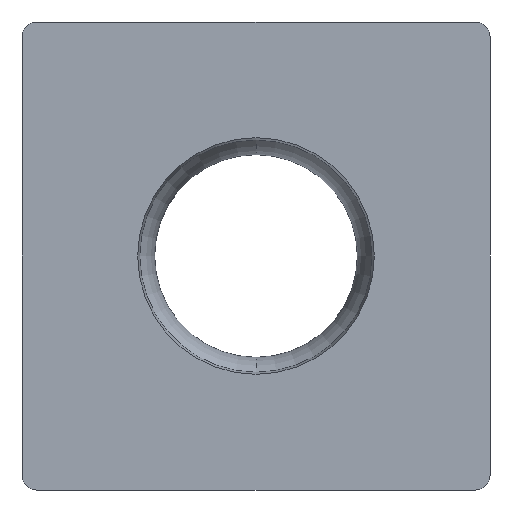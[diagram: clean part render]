
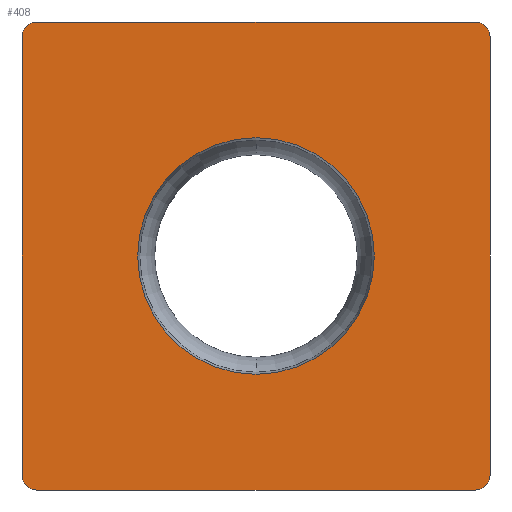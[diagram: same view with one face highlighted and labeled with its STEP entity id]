
A CAD part, left-side view. The second image highlights one B-rep face of the part: STEP entity #408.
In plain terms, the highlighted planar face has unit normal (-1, 0, 0).
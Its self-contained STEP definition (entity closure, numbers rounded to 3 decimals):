
#50=CARTESIAN_POINT('',(0.,0.397,0.));
#51=CARTESIAN_POINT('',(0.,0.265,0.));
#52=CARTESIAN_POINT('',(0.,0.1,0.1));
#53=CARTESIAN_POINT('',(0.,0.,0.265));
#54=CARTESIAN_POINT('',(0.,0.,0.397));
#60=DIRECTION('',(0.,1.,0.));
#61=VECTOR('',#60,11.906);
#62=CARTESIAN_POINT('',(0.,0.397,0.));
#63=LINE('',#62,#61);
#67=CARTESIAN_POINT('',(0.,12.7,0.397));
#68=CARTESIAN_POINT('',(0.,12.7,0.265));
#69=CARTESIAN_POINT('',(0.,12.6,0.1));
#70=CARTESIAN_POINT('',(0.,12.435,0.));
#71=CARTESIAN_POINT('',(0.,12.303,0.));
#76=DIRECTION('',(0.,0.,1.));
#77=VECTOR('',#76,11.906);
#78=CARTESIAN_POINT('',(0.,12.7,0.397));
#79=LINE('',#78,#77);
#83=CARTESIAN_POINT('',(0.,12.303,12.7));
#84=CARTESIAN_POINT('',(0.,12.435,12.7));
#85=CARTESIAN_POINT('',(0.,12.6,12.6));
#86=CARTESIAN_POINT('',(0.,12.7,12.435));
#87=CARTESIAN_POINT('',(0.,12.7,12.303));
#92=DIRECTION('',(0.,-1.,0.));
#93=VECTOR('',#92,11.906);
#94=CARTESIAN_POINT('',(0.,12.303,12.7));
#95=LINE('',#94,#93);
#99=CARTESIAN_POINT('',(0.,0.,12.303));
#100=CARTESIAN_POINT('',(0.,0.,12.435));
#101=CARTESIAN_POINT('',(0.,0.1,12.6));
#102=CARTESIAN_POINT('',(0.,0.265,12.7));
#103=CARTESIAN_POINT('',(0.,0.397,12.7));
#108=DIRECTION('',(0.,0.,-1.));
#109=VECTOR('',#108,11.906);
#110=CARTESIAN_POINT('',(0.,0.,12.303));
#111=LINE('',#110,#109);
#115=CARTESIAN_POINT('',(0.,6.35,6.35));
#116=DIRECTION('',(1.,0.,0.));
#117=DIRECTION('',(0.,0.,-1.));
#118=AXIS2_PLACEMENT_3D('',#115,#116,#117);
#123=CARTESIAN_POINT('',(0.,6.35,6.35));
#124=DIRECTION('',(1.,0.,0.));
#125=DIRECTION('',(0.,0.,1.));
#126=AXIS2_PLACEMENT_3D('',#123,#124,#125);
#351=CARTESIAN_POINT('',(0.,6.35,3.14));
#352=CARTESIAN_POINT('',(0.,6.35,9.56));
#353=VERTEX_POINT('',#351);
#354=VERTEX_POINT('',#352);
#359=VERTEX_POINT('',#50);
#360=VERTEX_POINT('',#54);
#364=VERTEX_POINT('',#99);
#365=VERTEX_POINT('',#103);
#369=VERTEX_POINT('',#83);
#370=VERTEX_POINT('',#87);
#374=VERTEX_POINT('',#67);
#375=VERTEX_POINT('',#71);
#379=CARTESIAN_POINT('',(0.,0.,0.));
#380=DIRECTION('',(-1.,0.,0.));
#381=DIRECTION('',(0.,0.,1.));
#382=AXIS2_PLACEMENT_3D('',#379,#380,#381);
#383=PLANE('',#382);
#385=ORIENTED_EDGE('',*,*,#384,.F.);
#387=ORIENTED_EDGE('',*,*,#386,.T.);
#389=ORIENTED_EDGE('',*,*,#388,.F.);
#391=ORIENTED_EDGE('',*,*,#390,.T.);
#393=ORIENTED_EDGE('',*,*,#392,.F.);
#395=ORIENTED_EDGE('',*,*,#394,.T.);
#397=ORIENTED_EDGE('',*,*,#396,.F.);
#399=ORIENTED_EDGE('',*,*,#398,.T.);
#400=EDGE_LOOP('',(#385,#387,#389,#391,#393,#395,#397,#399));
#401=FACE_OUTER_BOUND('',#400,.F.);
#403=ORIENTED_EDGE('',*,*,#402,.F.);
#405=ORIENTED_EDGE('',*,*,#404,.F.);
#406=EDGE_LOOP('',(#403,#405));
#407=FACE_BOUND('',#406,.F.);
#55=B_SPLINE_CURVE_WITH_KNOTS('',3,(#50,#51,#52,#53,#54),.UNSPECIFIED.,.F.,.F.,(
4,1,4),(0.,0.5,1.),.UNSPECIFIED.);
#72=B_SPLINE_CURVE_WITH_KNOTS('',3,(#67,#68,#69,#70,#71),.UNSPECIFIED.,.F.,.F.,(
4,1,4),(0.,0.5,1.),.UNSPECIFIED.);
#88=B_SPLINE_CURVE_WITH_KNOTS('',3,(#83,#84,#85,#86,#87),.UNSPECIFIED.,.F.,.F.,(
4,1,4),(0.,0.5,1.),.UNSPECIFIED.);
#104=B_SPLINE_CURVE_WITH_KNOTS('',3,(#99,#100,#101,#102,#103),.UNSPECIFIED.,.F.,
.F.,(4,1,4),(0.,0.5,1.),.UNSPECIFIED.);
#119=CIRCLE('',#118,3.21);
#127=CIRCLE('',#126,3.21);
#384=EDGE_CURVE('',#359,#360,#55,.T.);
#386=EDGE_CURVE('',#359,#375,#63,.T.);
#388=EDGE_CURVE('',#374,#375,#72,.T.);
#390=EDGE_CURVE('',#374,#370,#79,.T.);
#392=EDGE_CURVE('',#369,#370,#88,.T.);
#394=EDGE_CURVE('',#369,#365,#95,.T.);
#396=EDGE_CURVE('',#364,#365,#104,.T.);
#398=EDGE_CURVE('',#364,#360,#111,.T.);
#402=EDGE_CURVE('',#353,#354,#119,.T.);
#404=EDGE_CURVE('',#354,#353,#127,.T.);
#408=ADVANCED_FACE('',(#401,#407),#383,.T.);
